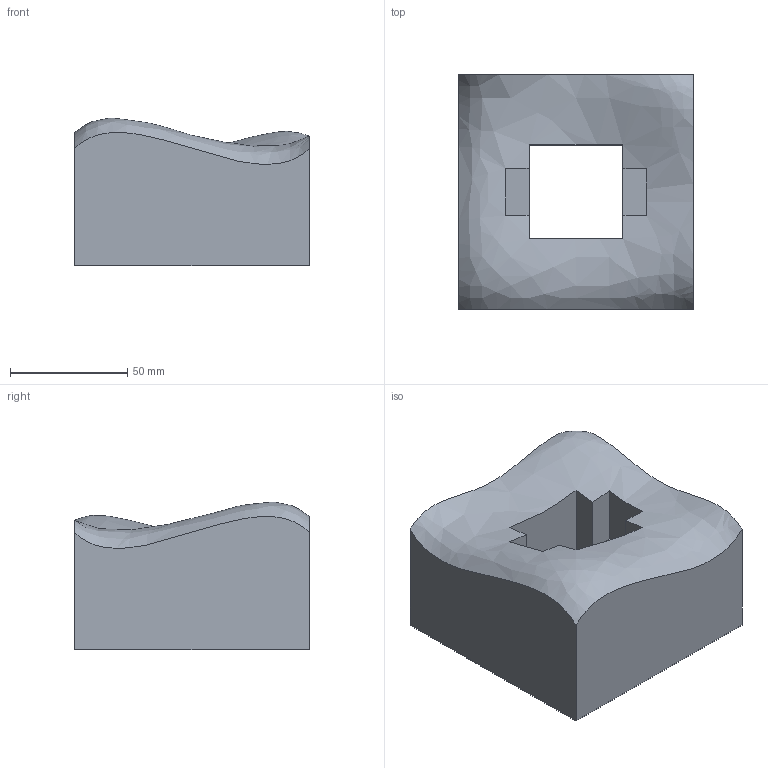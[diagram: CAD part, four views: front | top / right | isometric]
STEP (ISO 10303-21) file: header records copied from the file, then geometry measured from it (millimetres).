
FILE_DESCRIPTION(('produced by SPATIAL CORP'),'2;1');
FILE_NAME('ex22.hh.sat.stp', '2002-04-19T11:06:32+00:00',('SPATIAL CORP'),('SPATIAL CORP'), 'ACIS STEP Husk','http://www.spatial.com','SPATIAL CORP');
FILE_SCHEMA(('CONFIG_CONTROL_DESIGN'));
Length unit declared in the file: millimetre
Products named in the file (1): PRODUCT_ID_1
Bounding box: 100 x 100 x 62.88 mm (x, y, z)
Volume: 436034.4 mm3; surface area: 47370.3 mm2
Topology: 1 solids, 1 shells, 18 faces, 48 edges, 32 vertices
Faces by surface type: plane 17, bspline 1
Entity records: 669 total; most frequent: CARTESIAN_POINT 179, ORIENTED_EDGE 96, DIRECTION 58, EDGE_CURVE 48, VERTEX_POINT 32, VECTOR 30, LINE 30, EDGE_LOOP 20
